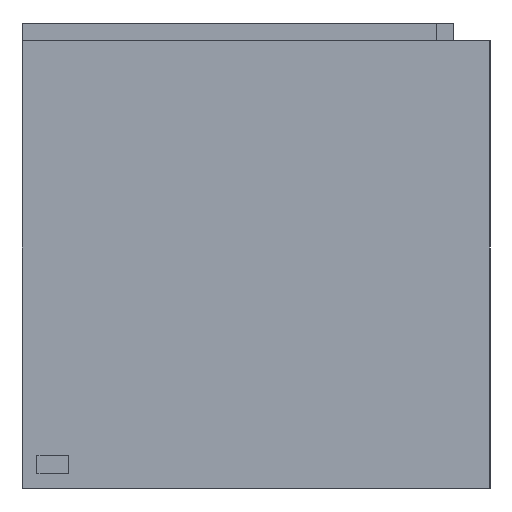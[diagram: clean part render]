
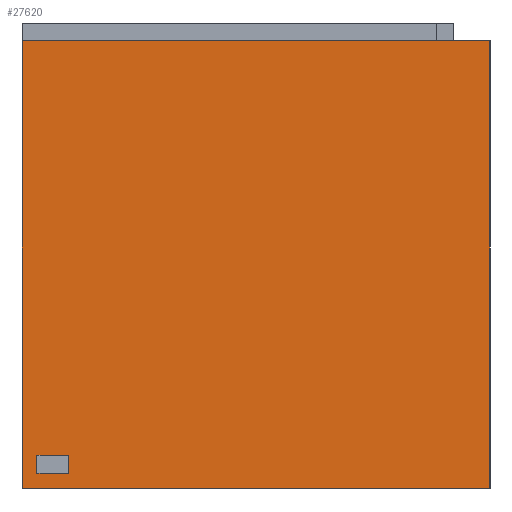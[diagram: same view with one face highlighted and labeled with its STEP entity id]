
A CAD part, left-side view. The second image highlights one B-rep face of the part: STEP entity #27620.
In plain terms, the highlighted planar face has unit normal (-1, 0, 0).
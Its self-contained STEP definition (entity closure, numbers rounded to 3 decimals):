
#3200=FACE_OUTER_BOUND('',#4788,.T.);
#4788=EDGE_LOOP('',(#24067,#24068,#24069,#24070));
#7499=LINE('',#45083,#10367);
#7502=LINE('',#45089,#10370);
#7505=LINE('',#45095,#10373);
#7508=LINE('',#45099,#10376);
#10367=VECTOR('',#36889,1.);
#10370=VECTOR('',#36894,1.);
#10373=VECTOR('',#36899,1.);
#10376=VECTOR('',#36904,1.);
#13014=VERTEX_POINT('',#45080);
#13015=VERTEX_POINT('',#45082);
#13017=VERTEX_POINT('',#45088);
#13019=VERTEX_POINT('',#45094);
#16773=EDGE_CURVE('',#13015,#13014,#7499,.T.);
#16776=EDGE_CURVE('',#13017,#13015,#7502,.T.);
#16779=EDGE_CURVE('',#13019,#13017,#7505,.T.);
#16782=EDGE_CURVE('',#13014,#13019,#7508,.T.);
#24067=ORIENTED_EDGE('',*,*,#16782,.T.);
#24068=ORIENTED_EDGE('',*,*,#16779,.T.);
#24069=ORIENTED_EDGE('',*,*,#16776,.T.);
#24070=ORIENTED_EDGE('',*,*,#16773,.T.);
#26249=PLANE('',#29960);
#27620=ADVANCED_FACE('',(#3200),#26249,.T.);
#29960=AXIS2_PLACEMENT_3D('',#45100,#36905,#36906);
#36889=DIRECTION('',(0.,0.,-1.));
#36894=DIRECTION('',(0.,1.,0.));
#36899=DIRECTION('',(0.,0.,1.));
#36904=DIRECTION('',(0.,-1.,0.));
#36905=DIRECTION('center_axis',(-1.,0.,0.));
#36906=DIRECTION('ref_axis',(0.,0.,1.));
#45080=CARTESIAN_POINT('',(0.,0.,0.));
#45082=CARTESIAN_POINT('',(0.,0.,420.));
#45083=CARTESIAN_POINT('',(0.,0.,420.));
#45088=CARTESIAN_POINT('',(0.,-439.,420.));
#45089=CARTESIAN_POINT('',(0.,-439.,420.));
#45094=CARTESIAN_POINT('',(0.,-439.,0.));
#45095=CARTESIAN_POINT('',(0.,-439.,0.));
#45099=CARTESIAN_POINT('',(0.,0.,0.));
#45100=CARTESIAN_POINT('Origin',(0.,-219.5,210.));
